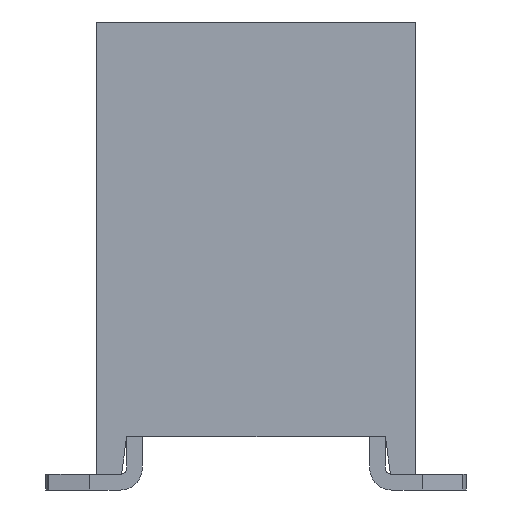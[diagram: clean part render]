
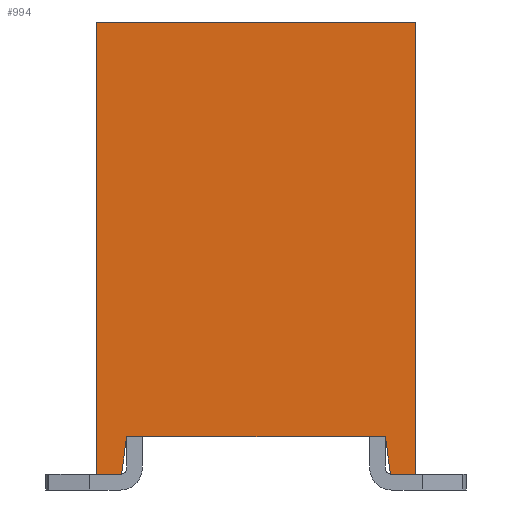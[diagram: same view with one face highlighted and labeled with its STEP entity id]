
A CAD part, left-side view. The second image highlights one B-rep face of the part: STEP entity #994.
In plain terms, the highlighted planar face has unit normal (-1, 0, 0).
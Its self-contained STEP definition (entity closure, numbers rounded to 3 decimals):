
#923=CARTESIAN_POINT('',(-6.6,-2.54,-3.6));
#924=DIRECTION('',(-1.,0.,0.));
#925=DIRECTION('',(0.,0.,1.));
#926=AXIS2_PLACEMENT_3D('',#923,#924,#925);
#927=PLANE('',#926);
#928=CARTESIAN_POINT('',(-6.6,2.06,-3.));
#929=VERTEX_POINT('',#928);
#930=CARTESIAN_POINT('',(-6.6,2.14,-3.6));
#931=VERTEX_POINT('',#930);
#932=CARTESIAN_POINT('',(-6.6,2.06,-3.));
#933=DIRECTION('',(0.,0.132,-0.991));
#934=VECTOR('',#933,0.605);
#935=LINE('',#932,#934);
#936=EDGE_CURVE('',#929,#931,#935,.T.);
#937=ORIENTED_EDGE('',*,*,#936,.F.);
#938=CARTESIAN_POINT('',(-6.6,-2.06,-3.));
#939=VERTEX_POINT('',#938);
#940=CARTESIAN_POINT('',(-6.6,-2.06,-3.));
#941=DIRECTION('',(0.,1.,-0.));
#942=VECTOR('',#941,4.12);
#943=LINE('',#940,#942);
#944=EDGE_CURVE('',#939,#929,#943,.T.);
#945=ORIENTED_EDGE('',*,*,#944,.F.);
#946=CARTESIAN_POINT('',(-6.6,-2.14,-3.6));
#947=VERTEX_POINT('',#946);
#948=CARTESIAN_POINT('',(-6.6,-2.14,-3.6));
#949=DIRECTION('',(0.,0.132,0.991));
#950=VECTOR('',#949,0.605);
#951=LINE('',#948,#950);
#952=EDGE_CURVE('',#947,#939,#951,.T.);
#953=ORIENTED_EDGE('',*,*,#952,.F.);
#954=CARTESIAN_POINT('',(-6.6,-2.54,-3.6));
#955=VERTEX_POINT('',#954);
#956=CARTESIAN_POINT('',(-6.6,-2.54,-3.6));
#957=DIRECTION('',(-0.,1.,0.));
#958=VECTOR('',#957,0.4);
#959=LINE('',#956,#958);
#960=EDGE_CURVE('',#955,#947,#959,.T.);
#961=ORIENTED_EDGE('',*,*,#960,.F.);
#962=CARTESIAN_POINT('',(-6.6,-2.54,3.6));
#963=VERTEX_POINT('',#962);
#964=CARTESIAN_POINT('',(-6.6,-2.54,-3.6));
#965=DIRECTION('',(0.,-0.,1.));
#966=VECTOR('',#965,7.2);
#967=LINE('',#964,#966);
#968=EDGE_CURVE('',#955,#963,#967,.T.);
#969=ORIENTED_EDGE('',*,*,#968,.T.);
#970=CARTESIAN_POINT('',(-6.6,2.54,3.6));
#971=VERTEX_POINT('',#970);
#972=CARTESIAN_POINT('',(-6.6,-2.54,3.6));
#973=DIRECTION('',(-0.,1.,0.));
#974=VECTOR('',#973,5.08);
#975=LINE('',#972,#974);
#976=EDGE_CURVE('',#963,#971,#975,.T.);
#977=ORIENTED_EDGE('',*,*,#976,.T.);
#978=CARTESIAN_POINT('',(-6.6,2.54,-3.6));
#979=VERTEX_POINT('',#978);
#980=CARTESIAN_POINT('',(-6.6,2.54,-3.6));
#981=DIRECTION('',(0.,-0.,1.));
#982=VECTOR('',#981,7.2);
#983=LINE('',#980,#982);
#984=EDGE_CURVE('',#979,#971,#983,.T.);
#985=ORIENTED_EDGE('',*,*,#984,.F.);
#986=CARTESIAN_POINT('',(-6.6,2.14,-3.6));
#987=DIRECTION('',(-0.,1.,0.));
#988=VECTOR('',#987,0.4);
#989=LINE('',#986,#988);
#990=EDGE_CURVE('',#931,#979,#989,.T.);
#991=ORIENTED_EDGE('',*,*,#990,.F.);
#992=EDGE_LOOP('',(#937,#945,#953,#961,#969,#977,#985,#991));
#993=FACE_BOUND('',#992,.T.);
#994=ADVANCED_FACE('',(#993),#927,.T.);
